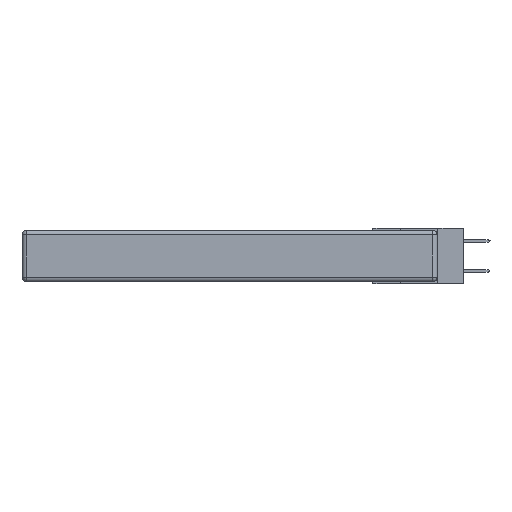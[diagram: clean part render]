
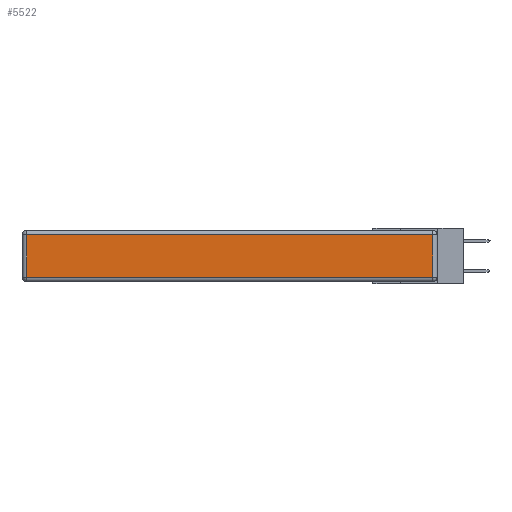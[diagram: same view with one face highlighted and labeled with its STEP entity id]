
A CAD part, left-side view. The second image highlights one B-rep face of the part: STEP entity #5522.
In plain terms, the highlighted planar face has unit normal (-1, 0, 0).
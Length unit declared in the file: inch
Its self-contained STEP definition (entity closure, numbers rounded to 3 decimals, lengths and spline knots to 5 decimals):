
#803 = CARTESIAN_POINT ( 'NONE',  ( 0., 2.72, -0.03 ) ) ;
#3228 = VERTEX_POINT ( 'NONE', #803 ) ;
#3578 = CARTESIAN_POINT ( 'NONE',  ( 0., 0.03, -0.343 ) ) ;
#5216 = EDGE_LOOP ( 'NONE', ( #22019, #29416, #28350, #23208 ) ) ;
#5522 = ADVANCED_FACE ( 'NONE', ( #23089 ), #25595, .T. ) ;
#5957 = VERTEX_POINT ( 'NONE', #13902 ) ;
#6737 = CARTESIAN_POINT ( 'NONE',  ( 0., 2.72, -0.343 ) ) ;
#7246 = LINE ( 'NONE', #17939, #33342 ) ;
#8434 = CARTESIAN_POINT ( 'NONE',  ( 0., 0.03, -0.03 ) ) ;
#8745 = VECTOR ( 'NONE', #11388, 39.37008 ) ;
#8797 = CARTESIAN_POINT ( 'NONE',  ( 0., 0., -0.313 ) ) ;
#9946 = DIRECTION ( 'NONE',  ( 0., 1., 0. ) ) ;
#9960 = EDGE_CURVE ( 'NONE', #27595, #5957, #24327, .T. ) ;
#11388 = DIRECTION ( 'NONE',  ( 0., -1., 0. ) ) ;
#11488 = VECTOR ( 'NONE', #25578, 39.37008 ) ;
#12192 = EDGE_CURVE ( 'NONE', #27397, #3228, #7246, .T. ) ;
#12196 = AXIS2_PLACEMENT_3D ( 'NONE', #14987, #33791, #33448 ) ;
#13902 = CARTESIAN_POINT ( 'NONE',  ( 0., 0.03, -0.313 ) ) ;
#14987 = CARTESIAN_POINT ( 'NONE',  ( 0., 0., -0.343 ) ) ;
#16018 = EDGE_CURVE ( 'NONE', #3228, #27595, #26173, .T. ) ;
#17495 = LINE ( 'NONE', #3578, #27597 ) ;
#17939 = CARTESIAN_POINT ( 'NONE',  ( 0., 2.75, -0.03 ) ) ;
#19501 = DIRECTION ( 'NONE',  ( 0., 0., 1. ) ) ;
#22019 = ORIENTED_EDGE ( 'NONE', *, *, #9960, .T. ) ;
#23089 = FACE_OUTER_BOUND ( 'NONE', #5216, .T. ) ;
#23208 = ORIENTED_EDGE ( 'NONE', *, *, #16018, .T. ) ;
#24327 = LINE ( 'NONE', #8797, #8745 ) ;
#25578 = DIRECTION ( 'NONE',  ( 0., 0., -1. ) ) ;
#25595 = PLANE ( 'NONE',  #12196 ) ;
#26173 = LINE ( 'NONE', #6737, #11488 ) ;
#26244 = EDGE_CURVE ( 'NONE', #5957, #27397, #17495, .T. ) ;
#27397 = VERTEX_POINT ( 'NONE', #8434 ) ;
#27595 = VERTEX_POINT ( 'NONE', #31700 ) ;
#27597 = VECTOR ( 'NONE', #19501, 39.37008 ) ;
#28350 = ORIENTED_EDGE ( 'NONE', *, *, #12192, .T. ) ;
#29416 = ORIENTED_EDGE ( 'NONE', *, *, #26244, .T. ) ;
#31700 = CARTESIAN_POINT ( 'NONE',  ( 0., 2.72, -0.313 ) ) ;
#33342 = VECTOR ( 'NONE', #9946, 39.37008 ) ;
#33448 = DIRECTION ( 'NONE',  ( 0., 0., 1. ) ) ;
#33791 = DIRECTION ( 'NONE',  ( -1., 0., 0. ) ) ;
